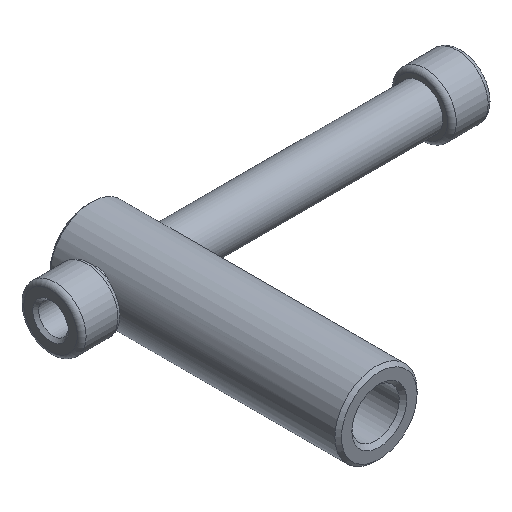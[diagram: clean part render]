
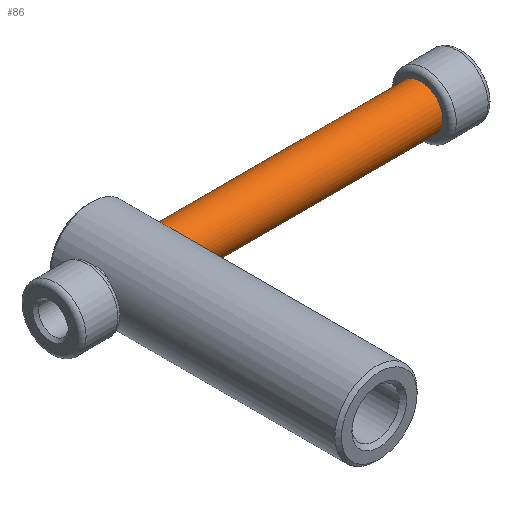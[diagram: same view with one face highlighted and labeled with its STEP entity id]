
A CAD part, isometric view. The second image highlights one B-rep face of the part: STEP entity #86.
In plain terms, the highlighted cylindrical face has radius 6.5 mm (diameter 13 mm), a full revolution.
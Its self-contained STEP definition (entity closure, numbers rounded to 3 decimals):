
#86 = ADVANCED_FACE( '', ( #188, #189 ), #190, .T. );
#188 = FACE_OUTER_BOUND( '', #298, .T. );
#189 = FACE_OUTER_BOUND( '', #299, .T. );
#190 = CYLINDRICAL_SURFACE( '', #300, 6.5 );
#298 = EDGE_LOOP( '', ( #438 ) );
#299 = EDGE_LOOP( '', ( #439 ) );
#300 = AXIS2_PLACEMENT_3D( '', #440, #441, #442 );
#438 = ORIENTED_EDGE( '', *, *, #494, .F. );
#439 = ORIENTED_EDGE( '', *, *, #529, .T. );
#440 = CARTESIAN_POINT( '', ( 95.999, 72., 0. ) );
#441 = DIRECTION( '', ( -1., 0., 0. ) );
#442 = DIRECTION( '', ( 0., 0., -1. ) );
#494 = EDGE_CURVE( '', #550, #550, #551, .T. );
#529 = EDGE_CURVE( '', #602, #602, #603, .T. );
#550 = VERTEX_POINT( '', #626 );
#551 = CIRCLE( '', #627, 6.5 );
#602 = VERTEX_POINT( '', #759 );
#603 = B_SPLINE_CURVE_WITH_KNOTS( '', 3, ( #760, #761, #762, #763, #764, #765, #766, #767, #768, #769, #770, #771, #772, #773, #774, #775, #776, #777, #778, #779, #780, #781, #782, #783, #784, #785, #786, #787, #788, #789, #790, #791, #792, #793, #794, #795, #796, #797, #798, #799, #800, #801, #802, #803, #804, #805, #806, #807, #808, #809, #810, #811, #812, #813, #814, #815, #816, #817, #818, #819, #820, #821, #822, #823, #824, #825, #826, #827, #828, #829, #830, #831, #832, #833, #834, #835, #836, #837, #838, #839, #840, #841 ), .UNSPECIFIED., .T., .F., ( 2, 2, 2, 2, 2, 2, 2, 2, 2, 2, 2, 2, 2, 2, 2, 2, 2, 2, 2, 2, 2, 2, 2, 2, 2, 2, 2, 2, 2, 2, 2, 2, 2, 2, 2, 2, 2, 2, 2, 2, 2, 2, 2 ), ( -0.001, 0., 0.001, 0.003, 0.004, 0.005, 0.006, 0.006, 0.008, 0.008, 0.009, 0.01, 0.011, 0.012, 0.012, 0.013, 0.014, 0.015, 0.016, 0.017, 0.018, 0.019, 0.019, 0.021, 0.022, 0.023, 0.025, 0.026, 0.027, 0.028, 0.028, 0.03, 0.031, 0.032, 0.034, 0.035, 0.036, 0.038, 0.038, 0.039, 0.04, 0.041, 0.043 ), .UNSPECIFIED. );
#626 = CARTESIAN_POINT( '', ( 84.099, 72., -6.5 ) );
#627 = AXIS2_PLACEMENT_3D( '', #865, #866, #867 );
#759 = CARTESIAN_POINT( '', ( 10.087, 72., -6.5 ) );
#760 = CARTESIAN_POINT( '', ( 10.087, 71.561, -6.5 ) );
#761 = CARTESIAN_POINT( '', ( 10.087, 72.439, -6.5 ) );
#762 = CARTESIAN_POINT( '', ( 10.116, 72.868, -6.456 ) );
#763 = CARTESIAN_POINT( '', ( 10.222, 73.709, -6.286 ) );
#764 = CARTESIAN_POINT( '', ( 10.301, 74.124, -6.158 ) );
#765 = CARTESIAN_POINT( '', ( 10.49, 74.905, -5.83 ) );
#766 = CARTESIAN_POINT( '', ( 10.6, 75.274, -5.631 ) );
#767 = CARTESIAN_POINT( '', ( 10.836, 75.972, -5.162 ) );
#768 = CARTESIAN_POINT( '', ( 10.96, 76.295, -4.897 ) );
#769 = CARTESIAN_POINT( '', ( 11.143, 76.736, -4.457 ) );
#770 = CARTESIAN_POINT( '', ( 11.203, 76.876, -4.304 ) );
#771 = CARTESIAN_POINT( '', ( 11.322, 77.142, -3.981 ) );
#772 = CARTESIAN_POINT( '', ( 11.38, 77.269, -3.811 ) );
#773 = CARTESIAN_POINT( '', ( 11.546, 77.622, -3.289 ) );
#774 = CARTESIAN_POINT( '', ( 11.646, 77.822, -2.921 ) );
#775 = CARTESIAN_POINT( '', ( 11.772, 78.07, -2.336 ) );
#776 = CARTESIAN_POINT( '', ( 11.81, 78.143, -2.135 ) );
#777 = CARTESIAN_POINT( '', ( 11.878, 78.271, -1.723 ) );
#778 = CARTESIAN_POINT( '', ( 11.906, 78.325, -1.512 ) );
#779 = CARTESIAN_POINT( '', ( 11.975, 78.455, -0.88 ) );
#780 = CARTESIAN_POINT( '', ( 11.999, 78.499, -0.452 ) );
#781 = CARTESIAN_POINT( '', ( 12., 78.501, 0.2 ) );
#782 = CARTESIAN_POINT( '', ( 11.995, 78.49, 0.42 ) );
#783 = CARTESIAN_POINT( '', ( 11.972, 78.447, 0.853 ) );
#784 = CARTESIAN_POINT( '', ( 11.954, 78.416, 1.066 ) );
#785 = CARTESIAN_POINT( '', ( 11.909, 78.331, 1.488 ) );
#786 = CARTESIAN_POINT( '', ( 11.881, 78.278, 1.696 ) );
#787 = CARTESIAN_POINT( '', ( 11.815, 78.153, 2.108 ) );
#788 = CARTESIAN_POINT( '', ( 11.777, 78.079, 2.312 ) );
#789 = CARTESIAN_POINT( '', ( 11.651, 77.831, 2.903 ) );
#790 = CARTESIAN_POINT( '', ( 11.551, 77.631, 3.274 ) );
#791 = CARTESIAN_POINT( '', ( 11.385, 77.279, 3.798 ) );
#792 = CARTESIAN_POINT( '', ( 11.326, 77.153, 3.968 ) );
#793 = CARTESIAN_POINT( '', ( 11.208, 76.886, 4.292 ) );
#794 = CARTESIAN_POINT( '', ( 11.147, 76.746, 4.446 ) );
#795 = CARTESIAN_POINT( '', ( 10.964, 76.306, 4.887 ) );
#796 = CARTESIAN_POINT( '', ( 10.841, 75.985, 5.153 ) );
#797 = CARTESIAN_POINT( '', ( 10.604, 75.287, 5.624 ) );
#798 = CARTESIAN_POINT( '', ( 10.494, 74.919, 5.823 ) );
#799 = CARTESIAN_POINT( '', ( 10.353, 74.338, 6.069 ) );
#800 = CARTESIAN_POINT( '', ( 10.309, 74.139, 6.142 ) );
#801 = CARTESIAN_POINT( '', ( 10.233, 73.731, 6.269 ) );
#802 = CARTESIAN_POINT( '', ( 10.199, 73.52, 6.324 ) );
#803 = CARTESIAN_POINT( '', ( 10.117, 72.885, 6.454 ) );
#804 = CARTESIAN_POINT( '', ( 10.088, 72.457, 6.498 ) );
#805 = CARTESIAN_POINT( '', ( 10.086, 71.593, 6.502 ) );
#806 = CARTESIAN_POINT( '', ( 10.114, 71.152, 6.459 ) );
#807 = CARTESIAN_POINT( '', ( 10.22, 70.307, 6.29 ) );
#808 = CARTESIAN_POINT( '', ( 10.297, 69.896, 6.165 ) );
#809 = CARTESIAN_POINT( '', ( 10.487, 69.107, 5.837 ) );
#810 = CARTESIAN_POINT( '', ( 10.597, 68.737, 5.638 ) );
#811 = CARTESIAN_POINT( '', ( 10.831, 68.041, 5.172 ) );
#812 = CARTESIAN_POINT( '', ( 10.957, 67.714, 4.904 ) );
#813 = CARTESIAN_POINT( '', ( 11.201, 67.124, 4.318 ) );
#814 = CARTESIAN_POINT( '', ( 11.32, 66.858, 3.998 ) );
#815 = CARTESIAN_POINT( '', ( 11.488, 66.502, 3.474 ) );
#816 = CARTESIAN_POINT( '', ( 11.541, 66.391, 3.292 ) );
#817 = CARTESIAN_POINT( '', ( 11.641, 66.189, 2.921 ) );
#818 = CARTESIAN_POINT( '', ( 11.687, 66.098, 2.731 ) );
#819 = CARTESIAN_POINT( '', ( 11.813, 65.85, 2.147 ) );
#820 = CARTESIAN_POINT( '', ( 11.881, 65.721, 1.737 ) );
#821 = CARTESIAN_POINT( '', ( 11.975, 65.546, 0.883 ) );
#822 = CARTESIAN_POINT( '', ( 11.999, 65.501, 0.453 ) );
#823 = CARTESIAN_POINT( '', ( 12.001, 65.499, -0.412 ) );
#824 = CARTESIAN_POINT( '', ( 11.977, 65.542, -0.853 ) );
#825 = CARTESIAN_POINT( '', ( 11.887, 65.711, -1.7 ) );
#826 = CARTESIAN_POINT( '', ( 11.82, 65.837, -2.11 ) );
#827 = CARTESIAN_POINT( '', ( 11.65, 66.169, -2.904 ) );
#828 = CARTESIAN_POINT( '', ( 11.55, 66.371, -3.277 ) );
#829 = CARTESIAN_POINT( '', ( 11.329, 66.839, -3.974 ) );
#830 = CARTESIAN_POINT( '', ( 11.207, 67.109, -4.301 ) );
#831 = CARTESIAN_POINT( '', ( 10.962, 67.699, -4.891 ) );
#832 = CARTESIAN_POINT( '', ( 10.839, 68.019, -5.156 ) );
#833 = CARTESIAN_POINT( '', ( 10.663, 68.541, -5.507 ) );
#834 = CARTESIAN_POINT( '', ( 10.605, 68.723, -5.617 ) );
#835 = CARTESIAN_POINT( '', ( 10.496, 69.094, -5.818 ) );
#836 = CARTESIAN_POINT( '', ( 10.445, 69.284, -5.909 ) );
#837 = CARTESIAN_POINT( '', ( 10.303, 69.867, -6.154 ) );
#838 = CARTESIAN_POINT( '', ( 10.225, 70.272, -6.281 ) );
#839 = CARTESIAN_POINT( '', ( 10.116, 71.122, -6.455 ) );
#840 = CARTESIAN_POINT( '', ( 10.087, 71.561, -6.5 ) );
#841 = CARTESIAN_POINT( '', ( 10.087, 72.439, -6.5 ) );
#865 = CARTESIAN_POINT( '', ( 84.099, 72., 0. ) );
#866 = DIRECTION( '', ( 1., 0., 0. ) );
#867 = DIRECTION( '', ( 0., 0., -1. ) );
